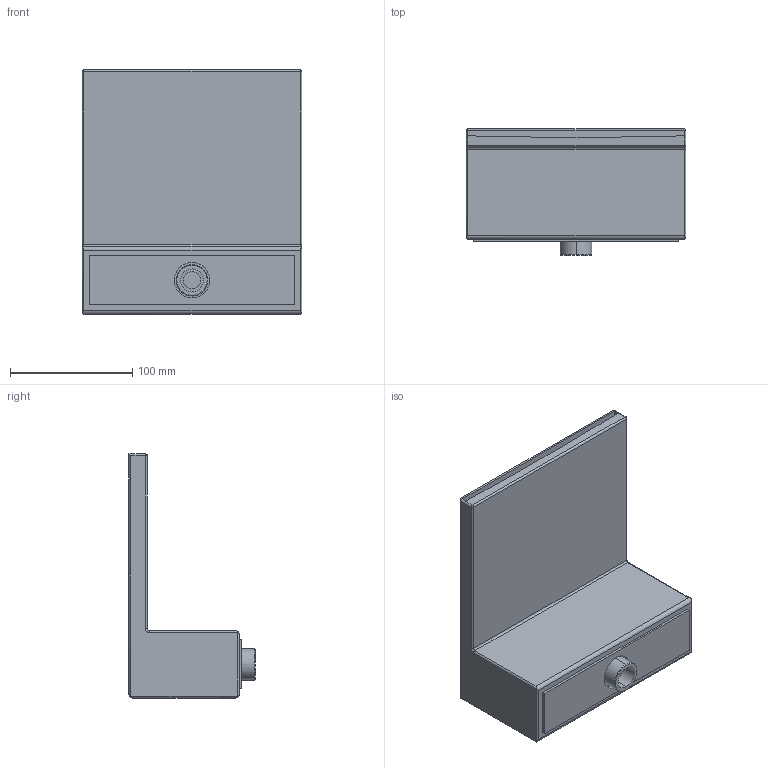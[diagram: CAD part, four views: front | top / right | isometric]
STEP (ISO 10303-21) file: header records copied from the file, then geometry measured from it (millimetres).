
FILE_DESCRIPTION (( 'STEP AP203' ), '1' );
FILE_NAME ('99Z312908.STEP', '2025-11-17T07:48:23', ( '' ), ( '' ), 'SwSTEP 2.0', 'SolidWorks 2021', '' );
FILE_SCHEMA (( 'CONFIG_CONTROL_DESIGN' ));
Length unit declared in the file: millimetre
Products named in the file (1): 99Z312908
Bounding box: 180 x 103.3 x 200 mm (x, y, z)
Volume: 1170995.6 mm3; surface area: 172842.5 mm2
Topology: 1 solids, 1 shells, 54 faces, 125 edges, 76 vertices
Faces by surface type: cylinder 26, plane 22, cone 2, sphere 2, torus 2
Entity records: 1658 total; most frequent: CARTESIAN_POINT 386, DIRECTION 247, ORIENTED_EDGE 246, EDGE_CURVE 123, AXIS2_PLACEMENT_3D 89, VERTEX_POINT 76, VECTOR 69, LINE 69
